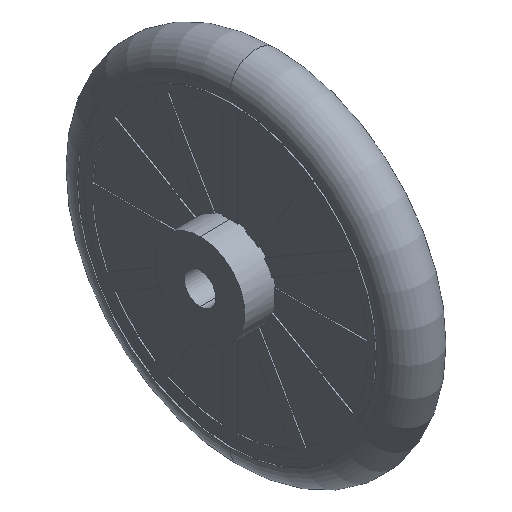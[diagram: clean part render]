
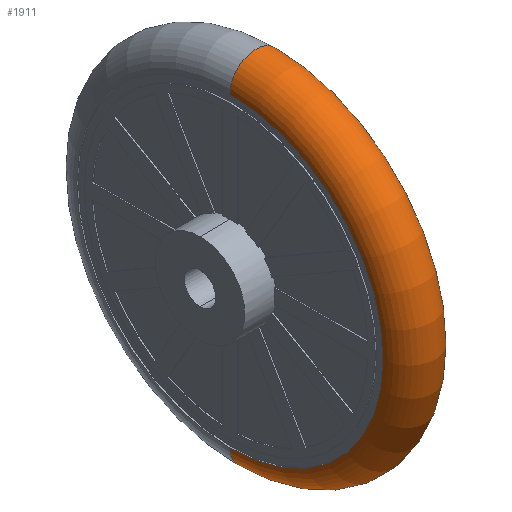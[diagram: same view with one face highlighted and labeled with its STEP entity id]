
A CAD part, isometric view. The second image highlights one B-rep face of the part: STEP entity #1911.
In plain terms, the highlighted toroidal (fillet/blend) face has major radius 20.5 mm and minor radius 3.5 mm.
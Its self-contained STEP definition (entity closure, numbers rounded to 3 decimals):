
#113 = AXIS2_PLACEMENT_3D ( 'NONE', #2134, #315, #2111 ) ;
#191 = CARTESIAN_POINT ( 'NONE',  ( 0., 0., 20.5 ) ) ;
#315 = DIRECTION ( 'NONE',  ( 1., 0., 0. ) ) ;
#478 = CARTESIAN_POINT ( 'NONE',  ( 3.5, 0., 20.5 ) ) ;
#618 = DIRECTION ( 'NONE',  ( 0., 0., -1. ) ) ;
#668 = CIRCLE ( 'NONE', #113, 20.5 ) ;
#708 = ORIENTED_EDGE ( 'NONE', *, *, #2798, .F. ) ;
#775 = ORIENTED_EDGE ( 'NONE', *, *, #3155, .T. ) ;
#844 = AXIS2_PLACEMENT_3D ( 'NONE', #191, #3742, #1050 ) ;
#990 = ORIENTED_EDGE ( 'NONE', *, *, #1683, .T. ) ;
#1050 = DIRECTION ( 'NONE',  ( 0., 0., -1. ) ) ;
#1121 = VERTEX_POINT ( 'NONE', #3773 ) ;
#1141 = CARTESIAN_POINT ( 'NONE',  ( 0., 0., -20.5 ) ) ;
#1323 = FACE_OUTER_BOUND ( 'NONE', #2575, .T. ) ;
#1351 = CIRCLE ( 'NONE', #2035, 20.5 ) ;
#1405 = EDGE_CURVE ( 'NONE', #2495, #2733, #2199, .T. ) ;
#1683 = EDGE_CURVE ( 'NONE', #3637, #1121, #3551, .T. ) ;
#1911 = ADVANCED_FACE ( 'NONE', ( #1323 ), #3655, .T. ) ;
#1975 = ORIENTED_EDGE ( 'NONE', *, *, #1405, .F. ) ;
#2035 = AXIS2_PLACEMENT_3D ( 'NONE', #3297, #3342, #618 ) ;
#2111 = DIRECTION ( 'NONE',  ( 0., 0., -1. ) ) ;
#2134 = CARTESIAN_POINT ( 'NONE',  ( 3.5, 0., 0. ) ) ;
#2199 = CIRCLE ( 'NONE', #3775, 3.5 ) ;
#2357 = DIRECTION ( 'NONE',  ( 0., 1., 0. ) ) ;
#2495 = VERTEX_POINT ( 'NONE', #3700 ) ;
#2509 = DIRECTION ( 'NONE',  ( 0., 0., 1. ) ) ;
#2529 = CARTESIAN_POINT ( 'NONE',  ( 0., 0., 0. ) ) ;
#2575 = EDGE_LOOP ( 'NONE', ( #1975, #708, #990, #775 ) ) ;
#2733 = VERTEX_POINT ( 'NONE', #3845 ) ;
#2798 = EDGE_CURVE ( 'NONE', #3637, #2495, #668, .T. ) ;
#3155 = EDGE_CURVE ( 'NONE', #1121, #2733, #1351, .T. ) ;
#3297 = CARTESIAN_POINT ( 'NONE',  ( -3.5, 0., 0. ) ) ;
#3342 = DIRECTION ( 'NONE',  ( 1., 0., 0. ) ) ;
#3461 = AXIS2_PLACEMENT_3D ( 'NONE', #2529, #3731, #2509 ) ;
#3551 = CIRCLE ( 'NONE', #844, 3.5 ) ;
#3604 = DIRECTION ( 'NONE',  ( 0., 0., 1. ) ) ;
#3637 = VERTEX_POINT ( 'NONE', #478 ) ;
#3655 = TOROIDAL_SURFACE ( 'NONE', #3461, 20.5, 3.5 ) ;
#3700 = CARTESIAN_POINT ( 'NONE',  ( 3.5, 0., -20.5 ) ) ;
#3731 = DIRECTION ( 'NONE',  ( -1., 0., 0. ) ) ;
#3742 = DIRECTION ( 'NONE',  ( 0., -1., 0. ) ) ;
#3773 = CARTESIAN_POINT ( 'NONE',  ( -3.5, 0., 20.5 ) ) ;
#3775 = AXIS2_PLACEMENT_3D ( 'NONE', #1141, #2357, #3604 ) ;
#3845 = CARTESIAN_POINT ( 'NONE',  ( -3.5, 0., -20.5 ) ) ;
